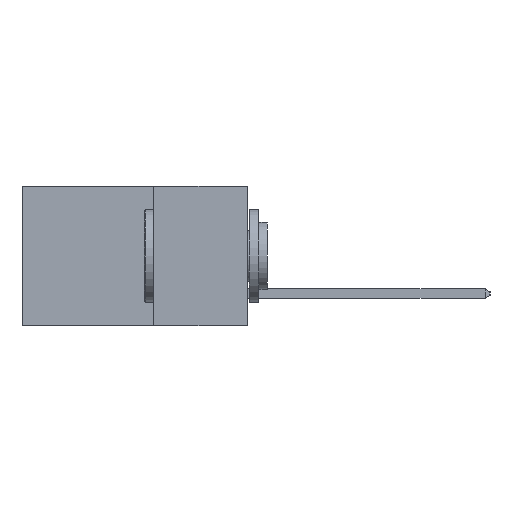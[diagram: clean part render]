
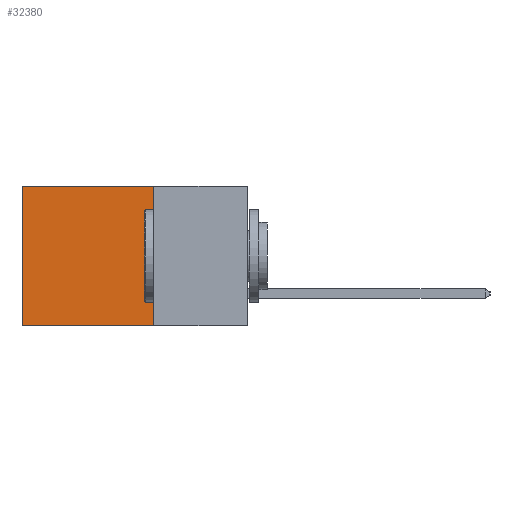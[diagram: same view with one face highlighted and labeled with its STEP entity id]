
A CAD part, left-side view. The second image highlights one B-rep face of the part: STEP entity #32380.
In plain terms, the highlighted planar face has unit normal (-1, 0, 0).
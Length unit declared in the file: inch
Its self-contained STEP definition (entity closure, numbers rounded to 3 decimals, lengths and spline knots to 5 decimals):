
#325 = CARTESIAN_POINT ( 'NONE',  ( 0.298, 0.6, 0. ) ) ;
#798 = ORIENTED_EDGE ( 'NONE', *, *, #30039, .F. ) ;
#906 = LINE ( 'NONE', #19806, #6943 ) ;
#1122 = VECTOR ( 'NONE', #3976, 39.37008 ) ;
#1946 = DIRECTION ( 'NONE',  ( 0., 1., 0. ) ) ;
#2118 = EDGE_CURVE ( 'NONE', #14892, #5203, #23511, .T. ) ;
#2216 = AXIS2_PLACEMENT_3D ( 'NONE', #5500, #13218, #30525 ) ;
#3073 = ORIENTED_EDGE ( 'NONE', *, *, #7609, .T. ) ;
#3976 = DIRECTION ( 'NONE',  ( 0., 1., 0. ) ) ;
#5203 = VERTEX_POINT ( 'NONE', #18339 ) ;
#5500 = CARTESIAN_POINT ( 'NONE',  ( 0.298, 0.25, 0. ) ) ;
#6105 = LINE ( 'NONE', #325, #18887 ) ;
#6572 = ORIENTED_EDGE ( 'NONE', *, *, #13054, .T. ) ;
#6943 = VECTOR ( 'NONE', #1946, 39.37008 ) ;
#7147 = LINE ( 'NONE', #19287, #1122 ) ;
#7609 = EDGE_CURVE ( 'NONE', #14892, #22893, #906, .T. ) ;
#9609 = CARTESIAN_POINT ( 'NONE',  ( 0.298, 0.6, 0. ) ) ;
#12344 = VERTEX_POINT ( 'NONE', #29655 ) ;
#13054 = EDGE_CURVE ( 'NONE', #22893, #12344, #6105, .T. ) ;
#13218 = DIRECTION ( 'NONE',  ( 1., 0., 0. ) ) ;
#13825 = EDGE_LOOP ( 'NONE', ( #6572, #798, #24148, #3073 ) ) ;
#14892 = VERTEX_POINT ( 'NONE', #32046 ) ;
#18339 = CARTESIAN_POINT ( 'NONE',  ( 0.298, 0.25, -0.37 ) ) ;
#18887 = VECTOR ( 'NONE', #20767, 39.37008 ) ;
#19287 = CARTESIAN_POINT ( 'NONE',  ( 0.298, 0.25, -0.37 ) ) ;
#19806 = CARTESIAN_POINT ( 'NONE',  ( 0.298, 0.25, 0. ) ) ;
#20767 = DIRECTION ( 'NONE',  ( 0., 0., -1. ) ) ;
#22893 = VERTEX_POINT ( 'NONE', #9609 ) ;
#23511 = LINE ( 'NONE', #29711, #29947 ) ;
#24148 = ORIENTED_EDGE ( 'NONE', *, *, #2118, .F. ) ;
#28126 = PLANE ( 'NONE',  #2216 ) ;
#29655 = CARTESIAN_POINT ( 'NONE',  ( 0.298, 0.6, -0.37 ) ) ;
#29711 = CARTESIAN_POINT ( 'NONE',  ( 0.298, 0.25, 0. ) ) ;
#29947 = VECTOR ( 'NONE', #30758, 39.37008 ) ;
#30039 = EDGE_CURVE ( 'NONE', #5203, #12344, #7147, .T. ) ;
#30476 = FACE_OUTER_BOUND ( 'NONE', #13825, .T. ) ;
#30525 = DIRECTION ( 'NONE',  ( 0., 0., -1. ) ) ;
#30758 = DIRECTION ( 'NONE',  ( 0., 0., -1. ) ) ;
#32046 = CARTESIAN_POINT ( 'NONE',  ( 0.298, 0.25, 0. ) ) ;
#32380 = ADVANCED_FACE ( 'NONE', ( #30476 ), #28126, .F. ) ;
